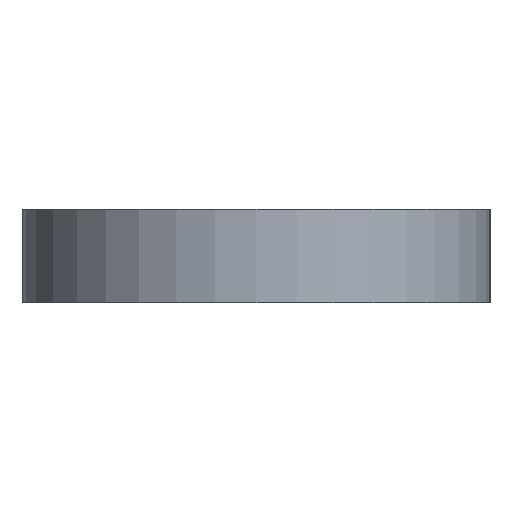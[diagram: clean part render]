
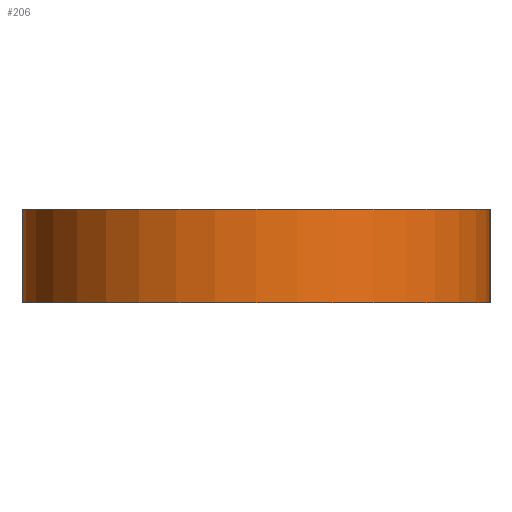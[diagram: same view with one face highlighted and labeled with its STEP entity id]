
A CAD part, left-side view. The second image highlights one B-rep face of the part: STEP entity #206.
In plain terms, the highlighted cylindrical face has radius 3 mm (diameter 6 mm), a partial arc.
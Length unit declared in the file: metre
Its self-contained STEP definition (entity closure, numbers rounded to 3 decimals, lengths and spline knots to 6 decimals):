
#14=CIRCLE('',#234,0.003);
#15=CIRCLE('',#235,0.003);
#29=CYLINDRICAL_SURFACE('',#233,0.003);
#44=ORIENTED_EDGE('',*,*,#99,.T.);
#45=ORIENTED_EDGE('',*,*,#100,.F.);
#46=ORIENTED_EDGE('',*,*,#101,.F.);
#47=ORIENTED_EDGE('',*,*,#97,.T.);
#97=EDGE_CURVE('',#125,#124,#144,.T.);
#99=EDGE_CURVE('',#124,#126,#14,.T.);
#100=EDGE_CURVE('',#127,#126,#145,.T.);
#101=EDGE_CURVE('',#125,#127,#15,.T.);
#124=VERTEX_POINT('',#339);
#125=VERTEX_POINT('',#341);
#126=VERTEX_POINT('',#345);
#127=VERTEX_POINT('',#347);
#144=LINE('',#340,#156);
#145=LINE('',#346,#157);
#156=VECTOR('',#269,1.);
#157=VECTOR('',#276,1.);
#166=EDGE_LOOP('',(#44,#45,#46,#47));
#184=FACE_BOUND('',#166,.T.);
#206=ADVANCED_FACE('',(#184),#29,.T.);
#233=AXIS2_PLACEMENT_3D('',#343,#272,#273);
#234=AXIS2_PLACEMENT_3D('',#344,#274,#275);
#235=AXIS2_PLACEMENT_3D('',#348,#277,#278);
#269=DIRECTION('',(0.,0.,-1.));
#272=DIRECTION('',(0.,0.,-1.));
#273=DIRECTION('',(-1.,0.,0.));
#274=DIRECTION('',(0.,0.,1.));
#275=DIRECTION('',(1.,0.,0.));
#276=DIRECTION('',(0.,0.,-1.));
#277=DIRECTION('',(0.,0.,1.));
#278=DIRECTION('',(1.,0.,0.));
#339=CARTESIAN_POINT('',(-0.038417,0.0319,0.0094));
#340=CARTESIAN_POINT('',(-0.038417,0.0319,0.0106));
#341=CARTESIAN_POINT('',(-0.038417,0.0319,0.0106));
#343=CARTESIAN_POINT('',(-0.038417,0.0289,0.0106));
#344=CARTESIAN_POINT('',(-0.038417,0.0289,0.0094));
#345=CARTESIAN_POINT('',(-0.038417,0.0259,0.0094));
#346=CARTESIAN_POINT('',(-0.038417,0.0259,0.0106));
#347=CARTESIAN_POINT('',(-0.038417,0.0259,0.0106));
#348=CARTESIAN_POINT('',(-0.038417,0.0289,0.0106));
